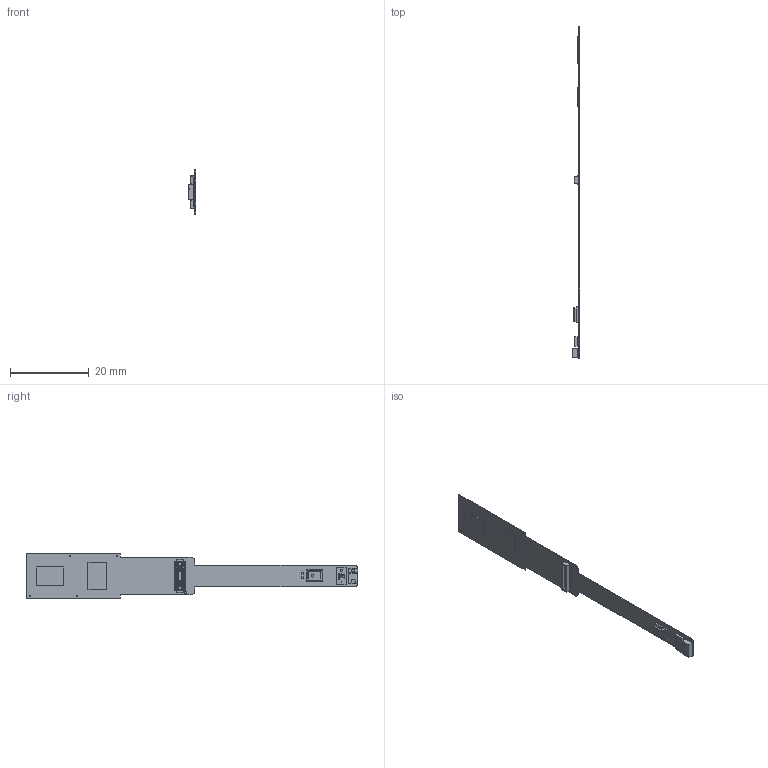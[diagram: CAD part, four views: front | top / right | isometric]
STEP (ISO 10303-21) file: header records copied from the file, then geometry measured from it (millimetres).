
FILE_DESCRIPTION(('HOOPS Exchange Step'),'2;1');
FILE_NAME('temp_export','2021-10-30T19:13:23+02:00',('mobile'),('Shapr3D Limited'),'HOOPS Exchange 2021.1','Shapr3D','Authorized');
FILE_SCHEMA( ('AP203_CONFIGURATION_CONTROLLED_3D_DESIGN_OF_MECHANICAL_PARTS_AND_ASSEMBLIES_MIM_LF') );
Length unit declared in the file: millimetre
Products named in the file (6): 0; 2073F443-3C11-45FF-9A5D-3F292F9507CD.tmp
Assembly tree (5 placements, depth 3):
  2073F443-3C11-45FF-9A5D-3F292F9507CD.tmp
    0
      0
      0
      0
      0
Bounding box: 1.82 x 84.5 x 11.5 mm (x, y, z)
Volume: 204.1 mm3; surface area: 1757.2 mm2
Topology: 20 solids, 20 shells, 1173 faces, 3134 edges, 2058 vertices
Faces by surface type: plane 789, cylinder 231, extrusion 121, torus 14, sphere 12, cone 6
Full cylindrical faces by diameter (mm): 0.2 x1, 0.3 x4, 0.4 x1, 0.5 x1, 0.65 x1, 1.1 x1
Entity records: 41423 total; most frequent: CARTESIAN_POINT 11884, ORIENTED_EDGE 6244, DIRECTION 5549, EDGE_CURVE 3122, VECTOR 2503, LINE 2382, VERTEX_POINT 2058, AXIS2_PLACEMENT_3D 1523
